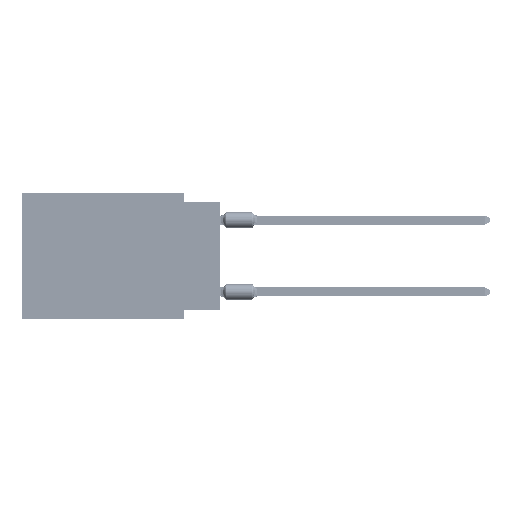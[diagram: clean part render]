
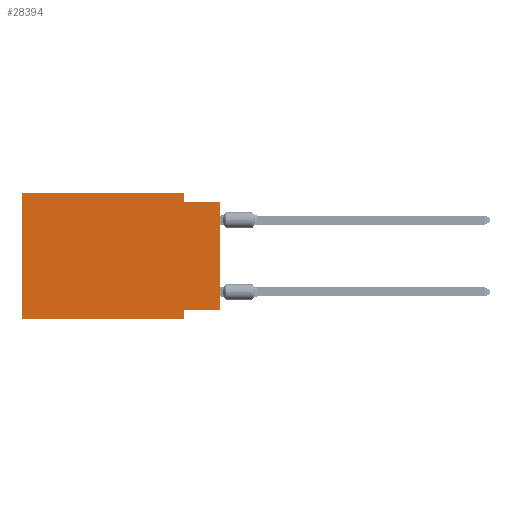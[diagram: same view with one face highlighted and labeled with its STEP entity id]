
A CAD part, left-side view. The second image highlights one B-rep face of the part: STEP entity #28394.
In plain terms, the highlighted planar face has unit normal (-1, 0, 0).
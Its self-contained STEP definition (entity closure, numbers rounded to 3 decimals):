
#698 = CARTESIAN_POINT ( 'NONE',  ( 0., 13.97, 0. ) ) ;
#989 = CARTESIAN_POINT ( 'NONE',  ( 0., 2.54, -0.635 ) ) ;
#1473 = DIRECTION ( 'NONE',  ( 1., 0., 0. ) ) ;
#4854 = VERTEX_POINT ( 'NONE', #698 ) ;
#5518 = EDGE_CURVE ( 'NONE', #18495, #4854, #23406, .T. ) ;
#7159 = CARTESIAN_POINT ( 'NONE',  ( 0., 0., -8.255 ) ) ;
#9608 = ORIENTED_EDGE ( 'NONE', *, *, #62744, .T. ) ;
#12983 = VECTOR ( 'NONE', #38480, 1000. ) ;
#13356 = CARTESIAN_POINT ( 'NONE',  ( 0., 13.97, 0. ) ) ;
#16525 = VERTEX_POINT ( 'NONE', #77930 ) ;
#18495 = VERTEX_POINT ( 'NONE', #51630 ) ;
#19068 = LINE ( 'NONE', #7159, #12983 ) ;
#23406 = LINE ( 'NONE', #64289, #68895 ) ;
#26556 = ORIENTED_EDGE ( 'NONE', *, *, #31104, .F. ) ;
#28363 = DIRECTION ( 'NONE',  ( 0., 0., -1. ) ) ;
#28394 = ADVANCED_FACE ( 'NONE', ( #55826 ), #44304, .F. ) ;
#28718 = VERTEX_POINT ( 'NONE', #989 ) ;
#28924 = VERTEX_POINT ( 'NONE', #53663 ) ;
#29376 = VERTEX_POINT ( 'NONE', #66164 ) ;
#31104 = EDGE_CURVE ( 'NONE', #46406, #28718, #77167, .T. ) ;
#31566 = DIRECTION ( 'NONE',  ( 0., -1., 0. ) ) ;
#32022 = CARTESIAN_POINT ( 'NONE',  ( 0., 2.54, 0. ) ) ;
#32373 = VECTOR ( 'NONE', #72761, 1000. ) ;
#33607 = EDGE_CURVE ( 'NONE', #4854, #46406, #56193, .T. ) ;
#35745 = ORIENTED_EDGE ( 'NONE', *, *, #48896, .F. ) ;
#37522 = LINE ( 'NONE', #61723, #39698 ) ;
#38480 = DIRECTION ( 'NONE',  ( 0., 1., 0. ) ) ;
#38972 = AXIS2_PLACEMENT_3D ( 'NONE', #13356, #1473, #50656 ) ;
#39087 = ORIENTED_EDGE ( 'NONE', *, *, #51362, .F. ) ;
#39698 = VECTOR ( 'NONE', #31566, 1000. ) ;
#41815 = ORIENTED_EDGE ( 'NONE', *, *, #5518, .F. ) ;
#43209 = EDGE_CURVE ( 'NONE', #28924, #16525, #77110, .T. ) ;
#44200 = ORIENTED_EDGE ( 'NONE', *, *, #33607, .F. ) ;
#44304 = PLANE ( 'NONE',  #38972 ) ;
#45404 = CARTESIAN_POINT ( 'NONE',  ( 0., 0., 0. ) ) ;
#45904 = DIRECTION ( 'NONE',  ( 0., -1., 0. ) ) ;
#46406 = VERTEX_POINT ( 'NONE', #32022 ) ;
#46571 = DIRECTION ( 'NONE',  ( 0., 0., 1. ) ) ;
#47229 = DIRECTION ( 'NONE',  ( 0., 0., 1. ) ) ;
#48041 = VECTOR ( 'NONE', #45904, 1000. ) ;
#48896 = EDGE_CURVE ( 'NONE', #28924, #74816, #19068, .T. ) ;
#50212 = ORIENTED_EDGE ( 'NONE', *, *, #43209, .T. ) ;
#50232 = VECTOR ( 'NONE', #46571, 1000. ) ;
#50656 = DIRECTION ( 'NONE',  ( 0., 0., -1. ) ) ;
#51362 = EDGE_CURVE ( 'NONE', #28718, #16525, #37522, .T. ) ;
#51630 = CARTESIAN_POINT ( 'NONE',  ( 0., 13.97, -8.89 ) ) ;
#53268 = CARTESIAN_POINT ( 'NONE',  ( 0., 2.54, -8.255 ) ) ;
#53663 = CARTESIAN_POINT ( 'NONE',  ( 0., 0., -8.255 ) ) ;
#54527 = CARTESIAN_POINT ( 'NONE',  ( 0., 2.54, -8.89 ) ) ;
#55766 = VECTOR ( 'NONE', #28363, 1000. ) ;
#55826 = FACE_OUTER_BOUND ( 'NONE', #63053, .T. ) ;
#56193 = LINE ( 'NONE', #74037, #64856 ) ;
#61183 = CARTESIAN_POINT ( 'NONE',  ( 0., 2.54, 0. ) ) ;
#61723 = CARTESIAN_POINT ( 'NONE',  ( 0., 0., -0.635 ) ) ;
#62744 = EDGE_CURVE ( 'NONE', #18495, #29376, #76821, .T. ) ;
#63053 = EDGE_LOOP ( 'NONE', ( #50212, #39087, #26556, #44200, #41815, #9608, #70920, #35745 ) ) ;
#64289 = CARTESIAN_POINT ( 'NONE',  ( 0., 13.97, 0. ) ) ;
#64856 = VECTOR ( 'NONE', #68079, 1000. ) ;
#66164 = CARTESIAN_POINT ( 'NONE',  ( 0., 2.54, -8.89 ) ) ;
#67198 = LINE ( 'NONE', #54527, #32373 ) ;
#68079 = DIRECTION ( 'NONE',  ( 0., -1., 0. ) ) ;
#68351 = EDGE_CURVE ( 'NONE', #74816, #29376, #67198, .T. ) ;
#68895 = VECTOR ( 'NONE', #47229, 1000. ) ;
#70920 = ORIENTED_EDGE ( 'NONE', *, *, #68351, .F. ) ;
#72761 = DIRECTION ( 'NONE',  ( 0., 0., -1. ) ) ;
#74037 = CARTESIAN_POINT ( 'NONE',  ( 0., 13.97, 0. ) ) ;
#74816 = VERTEX_POINT ( 'NONE', #53268 ) ;
#76434 = CARTESIAN_POINT ( 'NONE',  ( 0., 13.97, -8.89 ) ) ;
#76821 = LINE ( 'NONE', #76434, #48041 ) ;
#77110 = LINE ( 'NONE', #45404, #50232 ) ;
#77167 = LINE ( 'NONE', #61183, #55766 ) ;
#77930 = CARTESIAN_POINT ( 'NONE',  ( 0., 0., -0.635 ) ) ;
